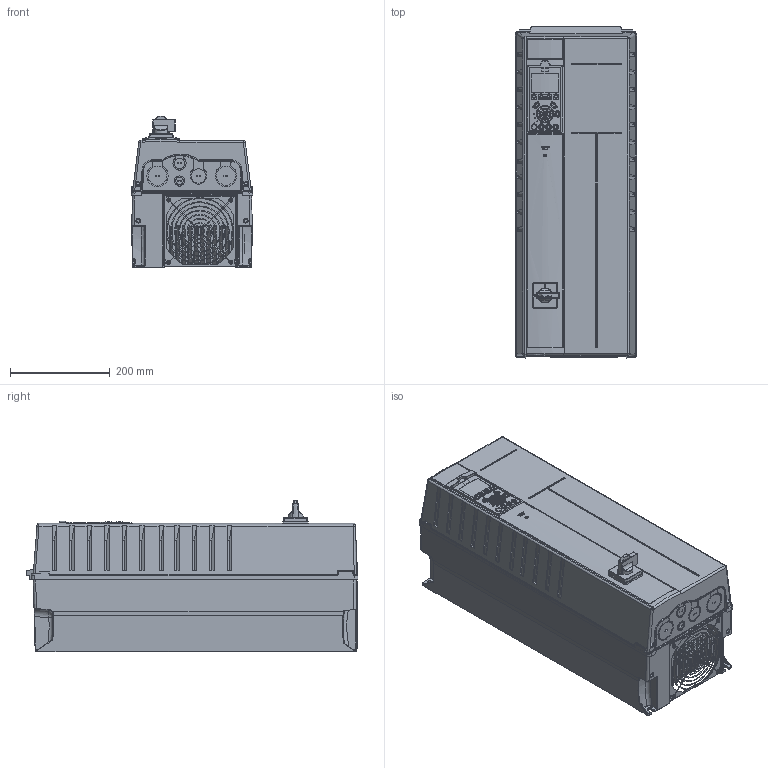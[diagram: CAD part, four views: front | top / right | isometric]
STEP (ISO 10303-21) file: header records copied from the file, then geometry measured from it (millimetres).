
FILE_DESCRIPTION((''),'2;1');
FILE_NAME('DANFOSS-FC100-B2-IP21-SWITCH-16_ASM','2019-09-05T',('U322080'),(''),'CREO PARAMETRIC BY PTC INC, 2018070','CREO PARAMETRIC BY PTC INC, 2018070','');
FILE_SCHEMA(('CONFIG_CONTROL_DESIGN'));
Products named in the file (8): DANFOSS-FC100-B2-IP21SWITCH_AF5; DANFOSS-FC100-B2-IP21SWITCH-1_2; DANFOSS-FC100-B2-IP21SWITCH-1_3; DANFOSS-FC100-B2-IP21SWITCH-1_4; DANFOSS-FC100-B2-IP21SWITCH-1_5; DANFOSS-FC100-B2-IP21SWITCH-1_6; DANFOSS-FC100-B2-IP21SWITCH_AF2_ASM; DANFOSS-FC100-B2-IP21-SWITCH-16_ASM
Assembly tree (7 placements, depth 3):
  DANFOSS-FC100-B2-IP21-SWITCH-16_ASM
    DANFOSS-FC100-B2-IP21SWITCH_AF2_ASM
      DANFOSS-FC100-B2-IP21SWITCH_AF5
      DANFOSS-FC100-B2-IP21SWITCH-1_2
      DANFOSS-FC100-B2-IP21SWITCH-1_3
      DANFOSS-FC100-B2-IP21SWITCH-1_4
      DANFOSS-FC100-B2-IP21SWITCH-1_5
      DANFOSS-FC100-B2-IP21SWITCH-1_6
Bounding box: 242.5 x 664.32 x 303.88 mm (x, y, z)
Surface area: 2639822.1 mm2 (no closed solid volume)
Topology: 0 solids, 43 shells, 5123 faces, 13207 edges, 8206 vertices
Faces by surface type: cylinder 1903, plane 1569, bspline 1116, torus 348, cone 104, sphere 54, extrusion 29
Entity records: 285956 total; most frequent: CARTESIAN_POINT 110665, ORIENTED_EDGE 26296, DIRECTION 20183, PRESENTATION_STYLE_ASSIGNMENT 16091, STYLED_ITEM 13310, CURVE_STYLE 13168, EDGE_CURVE 13148, VERTEX_POINT 8206
